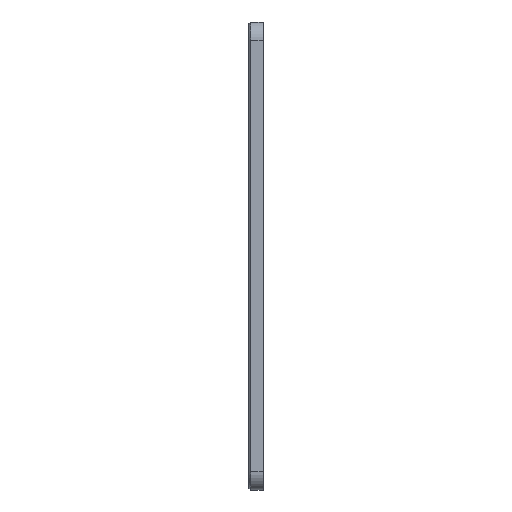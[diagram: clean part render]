
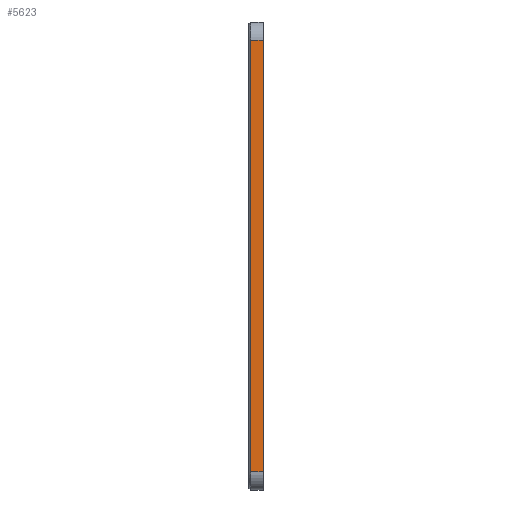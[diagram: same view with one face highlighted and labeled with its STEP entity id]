
A CAD part, left-side view. The second image highlights one B-rep face of the part: STEP entity #5623.
In plain terms, the highlighted planar face has unit normal (-1, 0, 0).
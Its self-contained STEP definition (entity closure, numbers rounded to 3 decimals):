
#645=FACE_OUTER_BOUND('',#969,.T.);
#969=EDGE_LOOP('',(#3776,#3777,#3778,#3779));
#1314=LINE('',#7255,#1805);
#1325=LINE('',#7288,#1816);
#1327=LINE('',#7294,#1818);
#1328=LINE('',#7295,#1819);
#1805=VECTOR('',#6233,10.);
#1816=VECTOR('',#6268,10.);
#1818=VECTOR('',#6274,10.);
#1819=VECTOR('',#6275,10.);
#2295=VERTEX_POINT('',#7248);
#2297=VERTEX_POINT('',#7254);
#2307=VERTEX_POINT('',#7287);
#2309=VERTEX_POINT('',#7293);
#2868=EDGE_CURVE('',#2295,#2297,#1314,.T.);
#2885=EDGE_CURVE('',#2297,#2307,#1325,.T.);
#2888=EDGE_CURVE('',#2309,#2295,#1327,.T.);
#2889=EDGE_CURVE('',#2307,#2309,#1328,.T.);
#3776=ORIENTED_EDGE('',*,*,#2868,.F.);
#3777=ORIENTED_EDGE('',*,*,#2888,.F.);
#3778=ORIENTED_EDGE('',*,*,#2889,.F.);
#3779=ORIENTED_EDGE('',*,*,#2885,.F.);
#5502=PLANE('',#5970);
#5623=ADVANCED_FACE('',(#645),#5502,.T.);
#5970=AXIS2_PLACEMENT_3D('',#7292,#6272,#6273);
#6233=DIRECTION('',(0.,0.,1.));
#6268=DIRECTION('',(0.,-1.,0.));
#6272=DIRECTION('center_axis',(-1.,0.,0.));
#6273=DIRECTION('ref_axis',(0.,0.,1.));
#6274=DIRECTION('',(0.,1.,0.));
#6275=DIRECTION('',(0.,0.,-1.));
#7248=CARTESIAN_POINT('',(-130.15,-48.75,-36.892));
#7254=CARTESIAN_POINT('',(-130.15,-48.75,22.901));
#7255=CARTESIAN_POINT('',(-130.15,-48.75,-22.114));
#7287=CARTESIAN_POINT('',(-130.15,-50.5,22.901));
#7288=CARTESIAN_POINT('',(-130.15,-49.5,22.901));
#7292=CARTESIAN_POINT('Origin',(-130.15,-49.5,-37.092));
#7293=CARTESIAN_POINT('',(-130.15,-50.5,-36.892));
#7294=CARTESIAN_POINT('',(-130.15,-49.5,-36.892));
#7295=CARTESIAN_POINT('',(-130.15,-50.5,-22.114));
